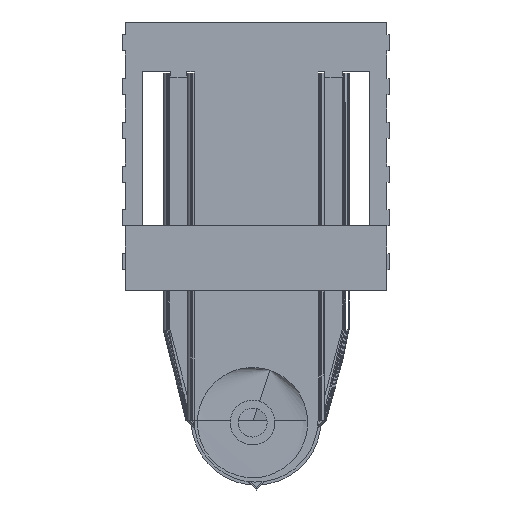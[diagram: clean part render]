
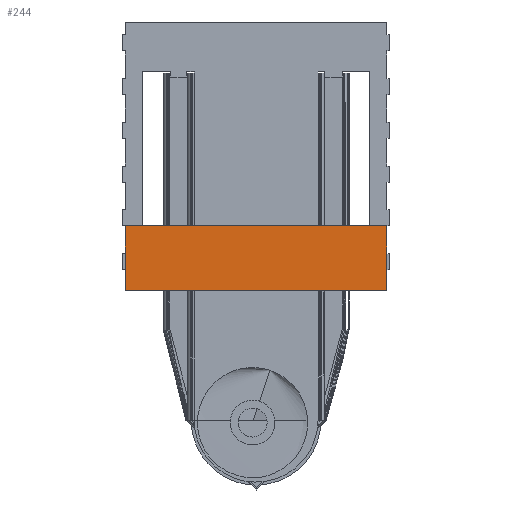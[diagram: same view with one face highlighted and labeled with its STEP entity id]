
A CAD part, top view. The second image highlights one B-rep face of the part: STEP entity #244.
In plain terms, the highlighted planar face has unit normal (0, 0, 1).
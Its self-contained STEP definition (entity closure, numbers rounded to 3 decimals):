
#244=ADVANCED_FACE('',(#479),#3852,.T.);
#479=FACE_OUTER_BOUND('',#719,.T.);
#719=EDGE_LOOP('',(#1912,#1913,#1914,#1915));
#1912=ORIENTED_EDGE('',*,*,#1986,.T.);
#1913=ORIENTED_EDGE('',*,*,#2590,.T.);
#1914=ORIENTED_EDGE('',*,*,#1982,.T.);
#1915=ORIENTED_EDGE('',*,*,#2595,.T.);
#1982=EDGE_CURVE('',#3236,#3235,#2654,.T.);
#1986=EDGE_CURVE('',#3239,#3241,#2658,.T.);
#2590=EDGE_CURVE('',#3241,#3236,#3226,.T.);
#2595=EDGE_CURVE('',#3235,#3239,#3231,.T.);
#2654=B_SPLINE_CURVE_WITH_KNOTS('',1,(#10703,#10704),.UNSPECIFIED.,.F.,
 .F.,(2,2),(0.,9.382),.UNSPECIFIED.);
#2658=B_SPLINE_CURVE_WITH_KNOTS('',1,(#10711,#10712),.UNSPECIFIED.,.F.,
 .F.,(2,2),(11.882,21.264),.UNSPECIFIED.);
#3226=B_SPLINE_CURVE_WITH_KNOTS('',1,(#14599,#14600),.UNSPECIFIED.,.F.,
 .F.,(2,2),(0.,37.965),.UNSPECIFIED.);
#3231=B_SPLINE_CURVE_WITH_KNOTS('',1,(#14609,#14610),.UNSPECIFIED.,.F.,
 .F.,(2,2),(0.,37.965),.UNSPECIFIED.);
#3235=VERTEX_POINT('',#10315);
#3236=VERTEX_POINT('',#10316);
#3239=VERTEX_POINT('',#10319);
#3241=VERTEX_POINT('',#10321);
#3852=PLANE('',#4005);
#4005=AXIS2_PLACEMENT_3D('',#10313,#4141,$);
#4141=DIRECTION('',(0.,0.,1.));
#10313=CARTESIAN_POINT('',(-151.801,-59.563,48.639));
#10315=CARTESIAN_POINT('',(-151.801,-68.945,48.639));
#10316=CARTESIAN_POINT('',(-151.801,-59.563,48.639));
#10319=CARTESIAN_POINT('',(-113.836,-68.945,48.639));
#10321=CARTESIAN_POINT('',(-113.836,-59.563,48.639));
#10703=CARTESIAN_POINT('',(-151.801,-59.563,48.639));
#10704=CARTESIAN_POINT('',(-151.801,-68.945,48.639));
#10711=CARTESIAN_POINT('',(-113.836,-68.945,48.639));
#10712=CARTESIAN_POINT('',(-113.836,-59.563,48.639));
#14599=CARTESIAN_POINT('',(-113.836,-59.563,48.639));
#14600=CARTESIAN_POINT('',(-151.801,-59.563,48.639));
#14609=CARTESIAN_POINT('',(-151.801,-68.945,48.639));
#14610=CARTESIAN_POINT('',(-113.836,-68.945,48.639));
